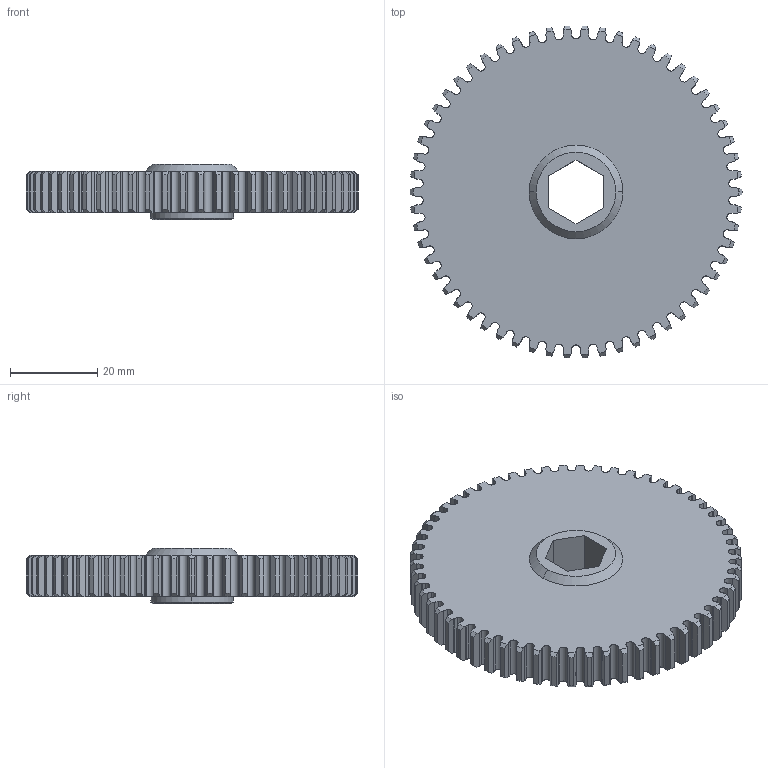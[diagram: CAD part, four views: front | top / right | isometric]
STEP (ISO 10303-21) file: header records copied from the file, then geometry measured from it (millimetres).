
FILE_DESCRIPTION (( 'STEP AP203' ), '1' );
FILE_NAME ('REV-21-1940.STEP', '2024-12-10T15:33:18', ( '' ), ( '' ), 'SwSTEP 2.0', 'SolidWorks 2022', '' );
FILE_SCHEMA (( 'CONFIG_CONTROL_DESIGN' ));
Length unit declared in the file: millimetre
Products named in the file (1): REV-21-1940
Bounding box: 76.2 x 76.14 x 12.7 mm (x, y, z)
Volume: 18007.3 mm3; surface area: 14786.7 mm2
Topology: 1 solids, 1 shells, 691 faces, 2055 edges, 1368 vertices
Faces by surface type: bspline 232, plane 187, cylinder 145, cone 123, torus 4
Entity records: 29876 total; most frequent: CARTESIAN_POINT 12916, ORIENTED_EDGE 4110, DIRECTION 2703, EDGE_CURVE 2055, VERTEX_POINT 1368, LINE 929, VECTOR 929, AXIS2_PLACEMENT_3D 887
